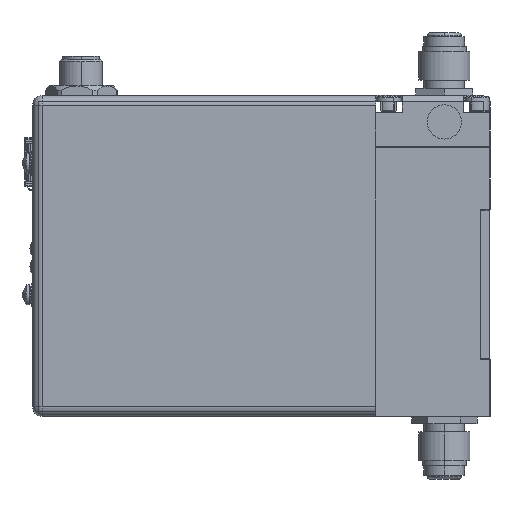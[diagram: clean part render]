
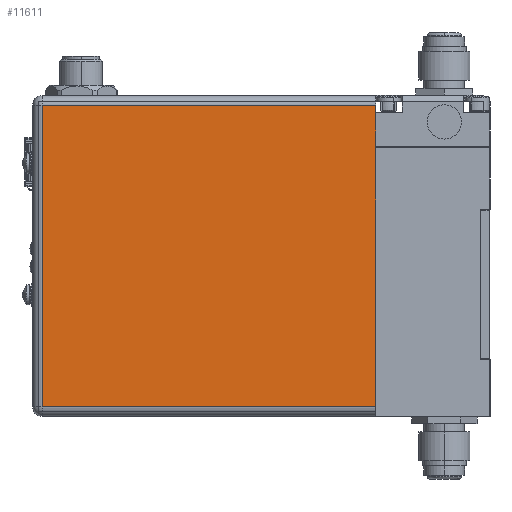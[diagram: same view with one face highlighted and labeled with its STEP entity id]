
A CAD part, left-side view. The second image highlights one B-rep face of the part: STEP entity #11611.
In plain terms, the highlighted planar face has unit normal (-1, 0, 0).
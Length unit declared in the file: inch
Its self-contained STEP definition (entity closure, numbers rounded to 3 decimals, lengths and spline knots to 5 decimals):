
#547 = CARTESIAN_POINT ( 'NONE',  ( 0.0065, 4.891, -3.40397 ) ) ;
#1187 = DIRECTION ( 'NONE',  ( 0., 1., 0. ) ) ;
#1584 = LINE ( 'NONE', #7982, #13581 ) ;
#2892 = LINE ( 'NONE', #36622, #17995 ) ;
#3489 = LINE ( 'NONE', #6307, #26814 ) ;
#3620 = DIRECTION ( 'NONE',  ( 0., -1., 0. ) ) ;
#3778 = EDGE_CURVE ( 'Defeatured_0_11+Defeatured_0_17+Defeatured_0_3+Defeatured_0_18', #25740, #26883, #1584, .T. ) ;
#6307 = CARTESIAN_POINT ( 'NONE',  ( 0.0065, 1.25, -0.56 ) ) ;
#7431 = CARTESIAN_POINT ( 'NONE',  ( 0.0065, 1.25, -0.56 ) ) ;
#7684 = EDGE_CURVE ( 'Defeatured_0_3+Defeatured_0_11+Defeatured_0_17+Defeatured_0_571', #25740, #27782, #12956, .T. ) ;
#7982 = CARTESIAN_POINT ( 'NONE',  ( 0.0065, 5., -0.11197 ) ) ;
#8682 = VECTOR ( 'NONE', #27448, 39.37008 ) ;
#8892 = DIRECTION ( 'NONE',  ( -1., 0., 0. ) ) ;
#9196 = VERTEX_POINT ( 'NONE', #30031 ) ;
#9289 = PLANE ( 'NONE',  #9592 ) ;
#9332 = DIRECTION ( 'NONE',  ( 0., 0., -1. ) ) ;
#9342 = VECTOR ( 'NONE', #3620, 39.37008 ) ;
#9352 = EDGE_CURVE ( 'Defeatured_0_11+Defeatured_0_763+Defeatured_0_15+Defeatured_0_2', #39157, #9196, #2892, .T. ) ;
#9592 = AXIS2_PLACEMENT_3D ( 'NONE', #9677, #8892, #24794 ) ;
#9677 = CARTESIAN_POINT ( 'NONE',  ( 0.0065, 1.25, -0.00297 ) ) ;
#9808 = ORIENTED_EDGE ( 'NONE', *, *, #13445, .T. ) ;
#10258 = ORIENTED_EDGE ( 'NONE', *, *, #19731, .F. ) ;
#11611 = ADVANCED_FACE ( 'Defeatured_0_11', ( #27421 ), #9289, .T. ) ;
#12956 = LINE ( 'NONE', #36863, #21311 ) ;
#13307 = ORIENTED_EDGE ( 'NONE', *, *, #7684, .F. ) ;
#13445 = EDGE_CURVE ( 'Defeatured_0_11+Defeatured_0_581+Defeatured_0_2+Defeatured_0_3', #27178, #27782, #3489, .T. ) ;
#13468 = CARTESIAN_POINT ( 'NONE',  ( 0.0065, 1.25, -0.11197 ) ) ;
#13581 = VECTOR ( 'NONE', #1187, 39.37008 ) ;
#15302 = LINE ( 'NONE', #27569, #9342 ) ;
#15375 = CARTESIAN_POINT ( 'NONE',  ( 0.0065, 4.891, -0.00297 ) ) ;
#17837 = EDGE_CURVE ( 'Defeatured_0_11+Defeatured_0_18+Defeatured_0_17+Defeatured_0_15', #26883, #21556, #33257, .T. ) ;
#17995 = VECTOR ( 'NONE', #27419, 39.37008 ) ;
#19731 = EDGE_CURVE ( 'Defeatured_0_2+Defeatured_0_11+Defeatured_0_570+Defeatured_0_760', #27178, #9196, #32701, .T. ) ;
#20364 = VECTOR ( 'NONE', #24077, 39.37008 ) ;
#21311 = VECTOR ( 'NONE', #9332, 39.37008 ) ;
#21556 = VERTEX_POINT ( 'NONE', #547 ) ;
#22480 = CARTESIAN_POINT ( 'NONE',  ( 0.0065, 1.25, -0.19 ) ) ;
#22745 = EDGE_LOOP ( 'NONE', ( #13307, #22754, #39424, #36335, #34568, #10258, #9808 ) ) ;
#22754 = ORIENTED_EDGE ( 'NONE', *, *, #3778, .T. ) ;
#24077 = DIRECTION ( 'NONE',  ( 0., 0., -1. ) ) ;
#24794 = DIRECTION ( 'NONE',  ( 0., 0., 1. ) ) ;
#25740 = VERTEX_POINT ( 'NONE', #13468 ) ;
#26814 = VECTOR ( 'NONE', #37231, 39.37008 ) ;
#26883 = VERTEX_POINT ( 'NONE', #29792 ) ;
#27178 = VERTEX_POINT ( 'NONE', #7431 ) ;
#27419 = DIRECTION ( 'NONE',  ( 0., 0., 1. ) ) ;
#27421 = FACE_OUTER_BOUND ( 'NONE', #22745, .T. ) ;
#27448 = DIRECTION ( 'NONE',  ( 0., 0., -1. ) ) ;
#27569 = CARTESIAN_POINT ( 'NONE',  ( 0.0065, 1.25, -3.40397 ) ) ;
#27782 = VERTEX_POINT ( 'NONE', #22480 ) ;
#29792 = CARTESIAN_POINT ( 'NONE',  ( 0.0065, 4.891, -0.11197 ) ) ;
#30031 = CARTESIAN_POINT ( 'NONE',  ( 0.0065, 1.25, -0.57594 ) ) ;
#32505 = CARTESIAN_POINT ( 'NONE',  ( 0.0065, 1.25, -0.00297 ) ) ;
#32701 = LINE ( 'NONE', #32505, #20364 ) ;
#33257 = LINE ( 'NONE', #15375, #8682 ) ;
#34568 = ORIENTED_EDGE ( 'NONE', *, *, #9352, .T. ) ;
#36335 = ORIENTED_EDGE ( 'NONE', *, *, #38430, .T. ) ;
#36622 = CARTESIAN_POINT ( 'NONE',  ( 0.0065, 1.25, -0.57594 ) ) ;
#36863 = CARTESIAN_POINT ( 'NONE',  ( 0.0065, 1.25, -0.00297 ) ) ;
#37231 = DIRECTION ( 'NONE',  ( 0., 0., 1. ) ) ;
#37660 = CARTESIAN_POINT ( 'NONE',  ( 0.0065, 1.25, -3.40397 ) ) ;
#38430 = EDGE_CURVE ( 'Defeatured_0_11+Defeatured_0_15+Defeatured_0_18+Defeatured_0_763', #21556, #39157, #15302, .T. ) ;
#39157 = VERTEX_POINT ( 'NONE', #37660 ) ;
#39424 = ORIENTED_EDGE ( 'NONE', *, *, #17837, .T. ) ;
